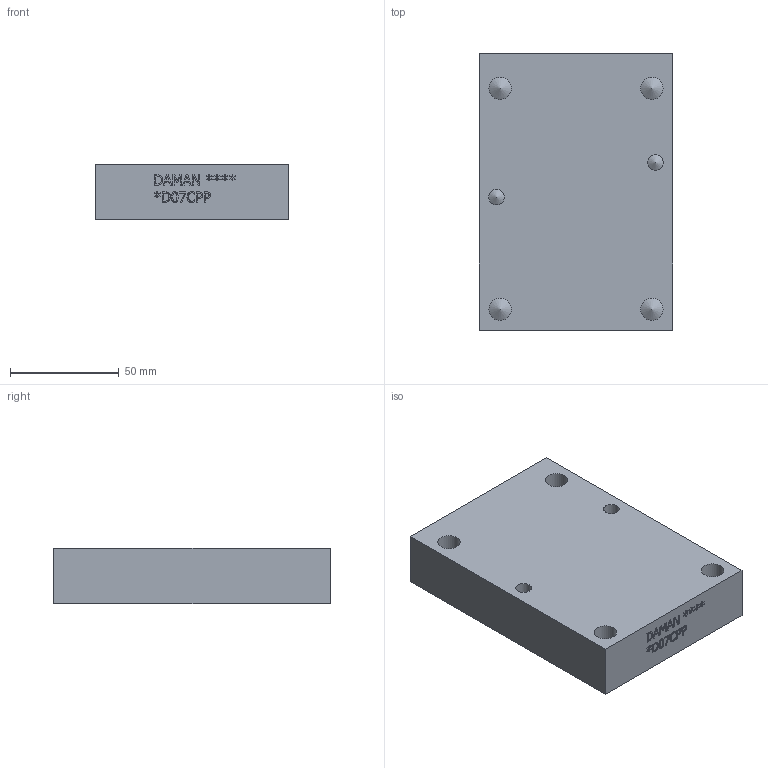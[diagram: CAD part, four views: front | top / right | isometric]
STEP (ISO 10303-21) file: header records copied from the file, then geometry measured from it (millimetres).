
FILE_DESCRIPTION(/* description */ ('STEP AP203'),/* implementation_level */ '2;1');
FILE_NAME(/* name */ '_D07CPP.stp',/* time_stamp */ '2021-12-08T09:12:51-05:00',/* author */ ('jrf'),/* organization */ (''),/* preprocessor_version */ 'ST-DEVELOPER v18',/* originating_system */ 'Autodesk Inventor 2020',/* authorisation */ '');
FILE_SCHEMA (('AUTOMOTIVE_DESIGN { 1 0 10303 214 3 1 1 }'));
Length unit declared in the file: inch
Products named in the file (1): _D07CPP
Bounding box: 88.9 x 127 x 25.4 mm (x, y, z)
Volume: 267774.3 mm3; surface area: 39961 mm2
Topology: 1 solids, 1 shells, 303 faces, 814 edges, 542 vertices
Faces by surface type: plane 209, bspline 60, cylinder 20, cone 14
Full cylindrical faces by diameter (mm): 3.175 x2, 7.137 x4, 10.312 x8, 11.125 x2, 25.4 x4
Entity records: 9839 total; most frequent: CARTESIAN_POINT 2608, ORIENTED_EDGE 1600, DIRECTION 1220, EDGE_CURVE 800, LINE 628, VECTOR 628, VERTEX_POINT 542, EDGE_LOOP 346
